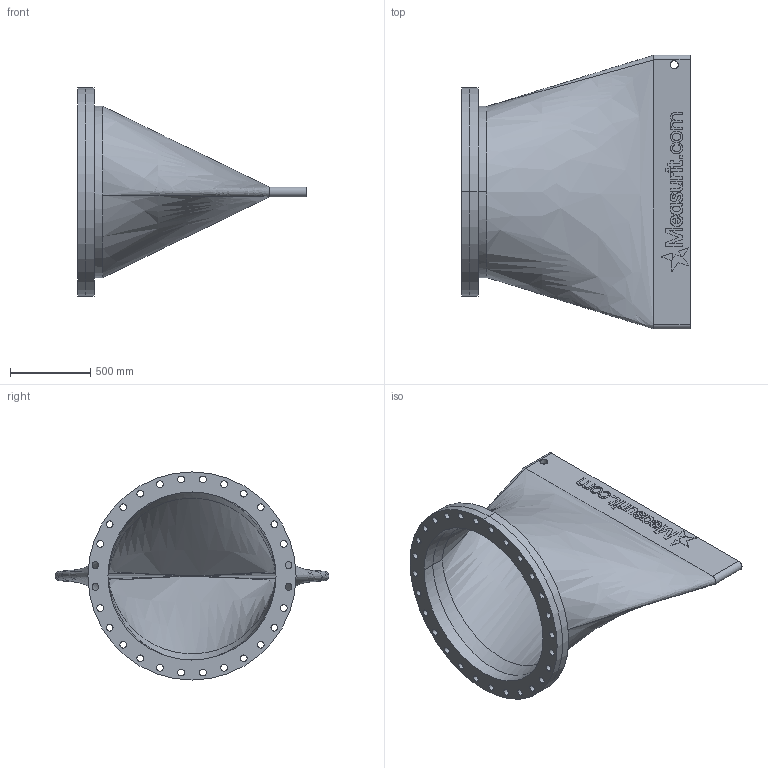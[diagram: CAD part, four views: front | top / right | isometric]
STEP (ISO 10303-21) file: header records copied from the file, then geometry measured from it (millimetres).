
FILE_DESCRIPTION (( 'STEP AP214' ), '1' );
FILE_NAME ('CF-DBF-G3-S1050-NN-316-F.STEP', '2023-02-13T14:39:31', ( '' ), ( '' ), 'SwSTEP 2.0', 'SolidWorks 2022', '' );
FILE_SCHEMA (( 'AUTOMOTIVE_DESIGN' ));
Length unit declared in the file: millimetre
Products named in the file (3): CF-DBF-G3-S1050-NN-316-F; Split ring 1050
Assembly tree (2 placements, depth 2):
  CF-DBF-G3-S1050-NN-316-F
    CF-DBF-G3-S1050-NN-316-F
    Split ring 1050
Bounding box: 1428 x 1710 x 1300 mm (x, y, z)
Volume: 211461647 mm3; surface area: 11937449.8 mm2
Topology: 2 solids, 2 shells, 794 faces, 2371 edges, 1599 vertices
Faces by surface type: plane 656, cylinder 126, bspline 12
Entity records: 38477 total; most frequent: CARTESIAN_POINT 9423, ORIENTED_EDGE 4742, DIRECTION 4177, EDGE_CURVE 2371, VECTOR 2091, LINE 2091, VERTEX_POINT 1599, AXIS2_PLACEMENT_3D 1043
